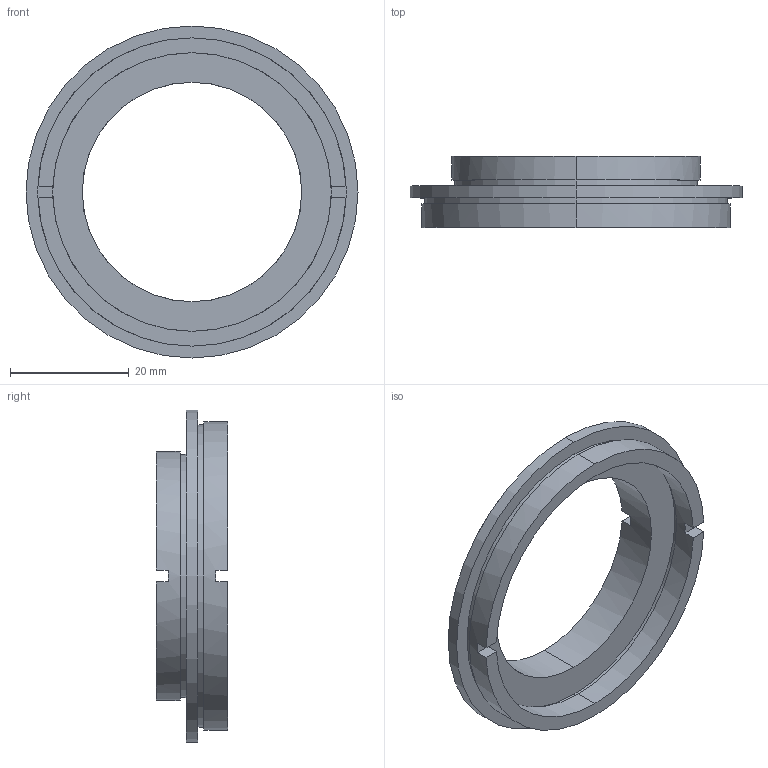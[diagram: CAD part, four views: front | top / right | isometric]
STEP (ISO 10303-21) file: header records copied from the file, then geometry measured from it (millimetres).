
FILE_DESCRIPTION (( 'STEP AP214' ), '1' );
FILE_NAME ('504003.STEP', '2019-09-09T07:15:35', ( 'user' ), ( '微软中国' ), 'SwSTEP 2.0', 'SolidWorks 2016', '' );
FILE_SCHEMA (( 'AUTOMOTIVE_DESIGN' ));
Length unit declared in the file: millimetre
Products named in the file (1): 504003
Bounding box: 56 x 12 x 56 mm (x, y, z)
Volume: 5994.8 mm3; surface area: 6633.1 mm2
Topology: 1 solids, 1 shells, 38 faces, 96 edges, 64 vertices
Faces by surface type: plane 22, cylinder 16
Entity records: 1294 total; most frequent: DIRECTION 222, CARTESIAN_POINT 199, ORIENTED_EDGE 192, EDGE_CURVE 96, AXIS2_PLACEMENT_3D 87, VERTEX_POINT 64, CIRCLE 48, VECTOR 48
